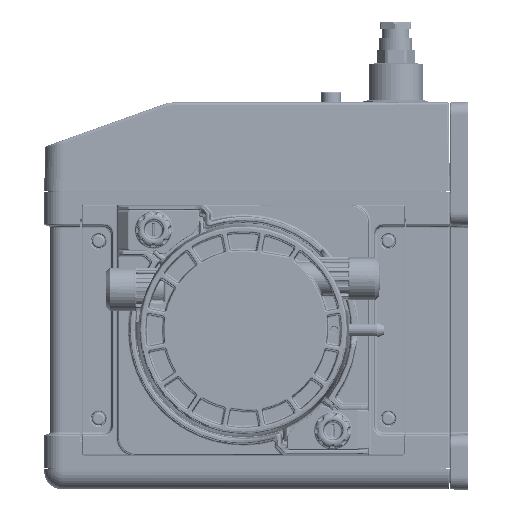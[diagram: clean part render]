
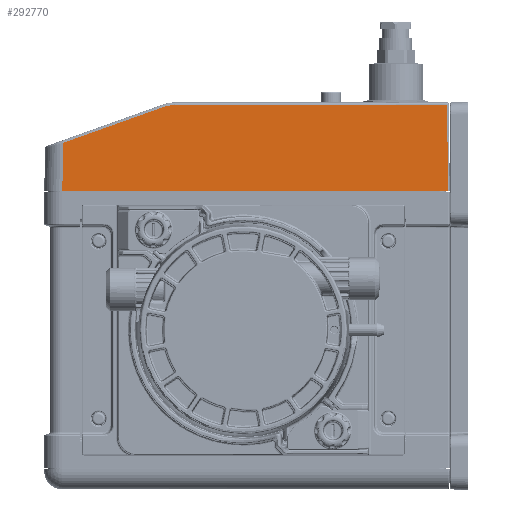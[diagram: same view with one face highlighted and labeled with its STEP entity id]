
A CAD part, left-side view. The second image highlights one B-rep face of the part: STEP entity #292770.
In plain terms, the highlighted planar face has unit normal (-1, 0, 0.026).
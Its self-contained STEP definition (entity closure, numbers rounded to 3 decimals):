
#291930=CARTESIAN_POINT('',(-40.979,137.468,
-3.387));
#291940=VERTEX_POINT('',#291930);
#291970=CARTESIAN_POINT('',(-40.979,31.443,
-3.387));
#291980=DIRECTION('',(0.,1.,0.));
#291990=VECTOR('',#291980,1.);
#292000=LINE('',#291970,#291990);
#292010=CARTESIAN_POINT('',(-40.979,-75.536,
-3.387));
#292020=VERTEX_POINT('',#292010);
#292030=EDGE_CURVE('',#292020,#291940,#292000,.T.);
#292230=CARTESIAN_POINT('',(-40.979,31.443,
-3.387));
#292240=DIRECTION('',(1.,0.,
-0.026));
#292250=DIRECTION('',(0.,1.,0.));
#292260=AXIS2_PLACEMENT_3D('',#292230,#292240,#292250);
#292270=PLANE('',#292260);
#292280=CARTESIAN_POINT('',(-39.769,81.356,
42.824));
#292290=CARTESIAN_POINT('',(-39.768,81.293,
42.847));
#292300=CARTESIAN_POINT('',(-39.768,81.23,
42.869));
#292310=CARTESIAN_POINT('',(-39.759,80.233,
43.213));
#292320=CARTESIAN_POINT('',(-39.752,79.274,
43.46));
#292330=CARTESIAN_POINT('',(-39.748,78.298,
43.63));
#292340=CARTESIAN_POINT('',(-39.744,77.316,
43.8));
#292350=CARTESIAN_POINT('',(-39.741,76.325,
43.89));
#292360=CARTESIAN_POINT('',(-39.741,75.268,
43.902));
#292370=CARTESIAN_POINT('',(-39.741,75.201,
43.902));
#292380=CARTESIAN_POINT('',(-39.741,75.134,
43.902));
#292390=B_SPLINE_CURVE_WITH_KNOTS('',3,(#292280,#292290,#292300,#292310,
#292320,#292330,#292340,#292350,#292360,#292370,#292380),.UNSPECIFIED.,
.F.,.F.,(4,2,3,2,4),(0.,0.21,3.295,
6.398,6.609),.UNSPECIFIED.);
#292400=CARTESIAN_POINT('',(-39.769,81.356,
42.824));
#292410=VERTEX_POINT('',#292400);
#292420=CARTESIAN_POINT('',(-39.741,75.134,
43.902));
#292430=VERTEX_POINT('',#292420);
#292440=EDGE_CURVE('',#292410,#292430,#292390,.T.);
#292450=ORIENTED_EDGE('',*,*,#292440,.F.);
#292460=CARTESIAN_POINT('',(-39.741,-75.123,
43.902));
#292470=DIRECTION('',(0.,1.,0.));
#292480=VECTOR('',#292470,1.);
#292490=LINE('',#292460,#292480);
#292500=CARTESIAN_POINT('',(-39.741,-75.123,
43.902));
#292510=VERTEX_POINT('',#292500);
#292520=EDGE_CURVE('',#292510,#292430,#292490,.T.);
#292530=ORIENTED_EDGE('',*,*,#292520,.T.);
#292540=CARTESIAN_POINT('',(-41.005,-75.545,
-4.361));
#292550=DIRECTION('',(-0.026,-0.009,
-1.));
#292560=VECTOR('',#292550,1.);
#292570=LINE('',#292540,#292560);
#292580=EDGE_CURVE('',#292510,#292020,#292570,.T.);
#292590=ORIENTED_EDGE('',*,*,#292580,.F.);
#292600=ORIENTED_EDGE('',*,*,#292030,.F.);
#292610=CARTESIAN_POINT('',(-40.998,137.487,
-4.125));
#292620=DIRECTION('',(-0.026,0.026,
-0.999));
#292630=VECTOR('',#292620,1.);
#292640=LINE('',#292610,#292630);
#292650=CARTESIAN_POINT('',(-40.287,136.776,
23.032));
#292660=VERTEX_POINT('',#292650);
#292670=EDGE_CURVE('',#292660,#291940,#292640,.T.);
#292680=ORIENTED_EDGE('',*,*,#292670,.T.);
#292690=CARTESIAN_POINT('',(-40.287,136.776,
23.032));
#292700=DIRECTION('',(0.009,-0.942,
0.336));
#292710=VECTOR('',#292700,1.);
#292720=LINE('',#292690,#292710);
#292730=EDGE_CURVE('',#292660,#292410,#292720,.T.);
#292740=ORIENTED_EDGE('',*,*,#292730,.F.);
#292750=EDGE_LOOP('',(#292740,#292680,#292600,#292590,#292530,#292450));
#292760=FACE_OUTER_BOUND('',#292750,.T.);
#292770=ADVANCED_FACE('',(#292760),#292270,.F.);
